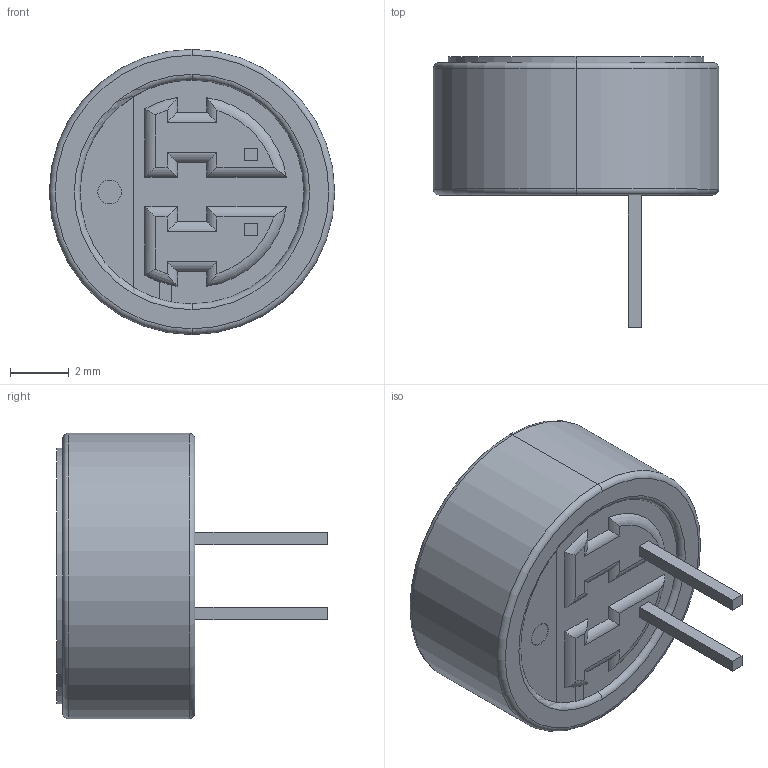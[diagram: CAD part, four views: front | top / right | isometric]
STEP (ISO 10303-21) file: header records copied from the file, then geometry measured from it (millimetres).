
FILE_DESCRIPTION (( 'STEP AP203' ), '1' );
FILE_NAME ('CUI_DEVICES_CMA-4544PF-W.step', '2019-10-20T21:44:41', ( '' ), ( '' ), 'SwSTEP 2.0', 'SolidWorks 2019', '' );
FILE_SCHEMA (( 'CONFIG_CONTROL_DESIGN' ));
Length unit declared in the file: inch
Products named in the file (1): CUI_DEVICES_CMA-4544PF-W
Bounding box: 9.7 x 9.2 x 9.7 mm (x, y, z)
Volume: 339.8 mm3; surface area: 305.7 mm2
Topology: 1 solids, 1 shells, 56 faces, 140 edges, 92 vertices
Faces by surface type: cylinder 24, plane 22, torus 10
Entity records: 1788 total; most frequent: CARTESIAN_POINT 396, ORIENTED_EDGE 280, DIRECTION 266, EDGE_CURVE 140, AXIS2_PLACEMENT_3D 97, VERTEX_POINT 92, VECTOR 72, LINE 72
